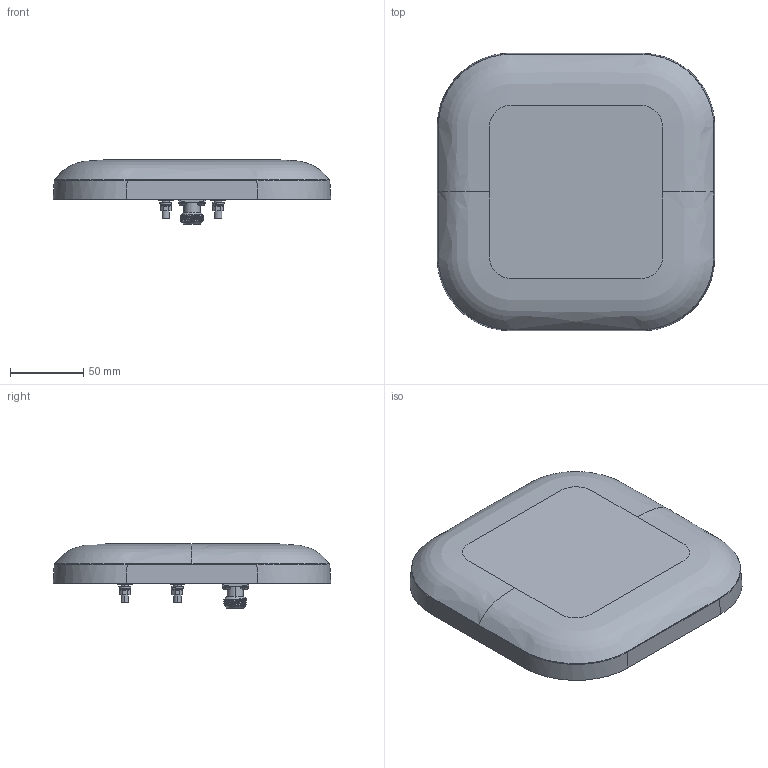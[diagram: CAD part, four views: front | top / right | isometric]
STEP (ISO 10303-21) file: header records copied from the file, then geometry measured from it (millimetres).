
FILE_DESCRIPTION (( 'STEP AP214' ), '1' );
FILE_NAME ('FMANFP1032_3D.STEP', '2022-11-15T07:42:45', ( '' ), ( '' ), 'SwSTEP 2.0', 'SolidWorks 2022', '' );
FILE_SCHEMA (( 'AUTOMOTIVE_DESIGN' ));
Length unit declared in the file: millimetre
Products named in the file (3): Copy of RFID_X2_59297EBF_X0_(AW902-928V8i65A)__X2_5E95677F_X0_^FMANFP1032; FMANFP1032_3D; Copy of RFID_X2_59297EBF_X0_(AW902-928V8i65A)^FMANFP1032
Assembly tree (2 placements, depth 2):
  FMANFP1032_3D
    Copy of RFID_X2_59297EBF_X0_(AW902-928V8i65A)^FMANFP1032
    Copy of RFID_X2_59297EBF_X0_(AW902-928V8i65A)__X2_5E95677F_X0_^FMANFP1032
Bounding box: 190 x 190 x 44 mm (x, y, z)
Volume: 118245.3 mm3; surface area: 186299.9 mm2
Topology: 1 solids, 23 shells, 592 faces, 1489 edges, 962 vertices
Faces by surface type: plane 244, cylinder 221, bspline 68, cone 59
Entity records: 41560 total; most frequent: CARTESIAN_POINT 27583, ORIENTED_EDGE 2947, DIRECTION 2510, EDGE_CURVE 1481, VERTEX_POINT 962, AXIS2_PLACEMENT_3D 909, VECTOR 692, LINE 692
